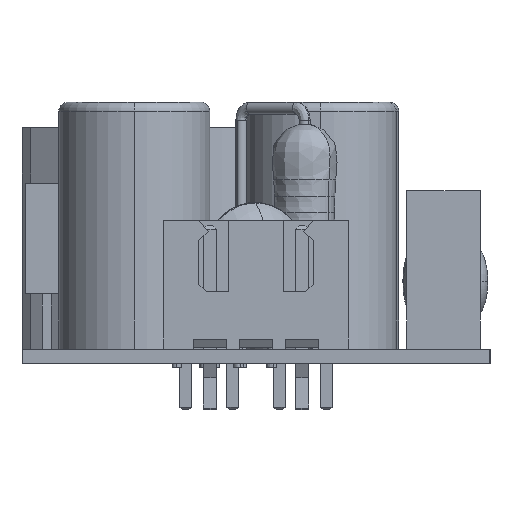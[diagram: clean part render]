
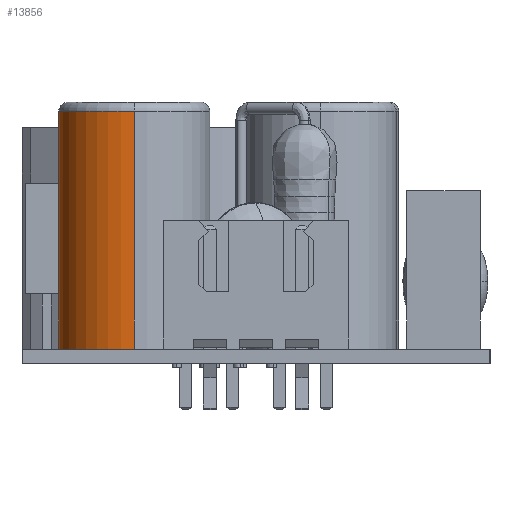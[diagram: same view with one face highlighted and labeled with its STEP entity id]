
A CAD part, left-side view. The second image highlights one B-rep face of the part: STEP entity #13856.
In plain terms, the highlighted cylindrical face has radius 4.1 mm (diameter 8.2 mm), a partial arc.
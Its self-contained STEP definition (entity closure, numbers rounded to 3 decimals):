
#10281 = DIRECTION ( 'NONE',  ( -1., 0., 0. ) ) ;
#10282 = DIRECTION ( 'NONE',  ( 0., 0., -1. ) ) ;
#10283 = CARTESIAN_POINT ( 'NONE',  ( 55.052, 95.402, 13.4 ) ) ;
#10284 = AXIS2_PLACEMENT_3D ( 'NONE', #10283, #10282, #10281 ) ;
#10285 = CYLINDRICAL_SURFACE ( 'NONE', #10284, 4.1 ) ;
#10287 = FACE_OUTER_BOUND ( 'NONE', #13854, .T. ) ;
#10323 = DIRECTION ( 'NONE',  ( 0., 0., -1. ) ) ;
#10324 = VECTOR ( 'NONE', #10323, 1000. ) ;
#10325 = CARTESIAN_POINT ( 'NONE',  ( 50.952, 95.402, 13.4 ) ) ;
#10326 = LINE ( 'NONE', #10325, #10324 ) ;
#10328 = CARTESIAN_POINT ( 'NONE',  ( 50.952, 95.402, 0. ) ) ;
#10329 = DIRECTION ( 'NONE',  ( 1., 0., 0. ) ) ;
#10330 = DIRECTION ( 'NONE',  ( 0., 0., 1. ) ) ;
#10331 = CARTESIAN_POINT ( 'NONE',  ( 55.052, 95.402, 0. ) ) ;
#10332 = AXIS2_PLACEMENT_3D ( 'NONE', #10331, #10330, #10329 ) ;
#10333 = CIRCLE ( 'NONE', #10332, 4.1 ) ;
#10334 = CARTESIAN_POINT ( 'NONE',  ( 59.152, 95.402, 0. ) ) ;
#10335 = DIRECTION ( 'NONE',  ( 0., 0., -1. ) ) ;
#10336 = VECTOR ( 'NONE', #10335, 1000. ) ;
#10337 = CARTESIAN_POINT ( 'NONE',  ( 59.152, 95.402, 13.4 ) ) ;
#10338 = LINE ( 'NONE', #10337, #10336 ) ;
#10341 = DIRECTION ( 'NONE',  ( 1., 0., 0. ) ) ;
#10342 = DIRECTION ( 'NONE',  ( 0., 0., -1. ) ) ;
#10343 = CARTESIAN_POINT ( 'NONE',  ( 55.052, 95.402, 12.9 ) ) ;
#10344 = AXIS2_PLACEMENT_3D ( 'NONE', #10343, #10342, #10341 ) ;
#10345 = CIRCLE ( 'NONE', #10344, 4.1 ) ;
#10346 = CARTESIAN_POINT ( 'NONE',  ( 50.952, 95.402, 12.9 ) ) ;
#10401 = CARTESIAN_POINT ( 'NONE',  ( 59.152, 95.402, 12.9 ) ) ;
#13854 = EDGE_LOOP ( 'NONE', ( #13858, #13859, #13862, #13865 ) ) ;
#13856 = ADVANCED_FACE ( 'NONE', ( #10287 ), #10285, .T. ) ;
#13858 = ORIENTED_EDGE ( 'NONE', *, *, #13876, .T. ) ;
#13859 = ORIENTED_EDGE ( 'NONE', *, *, #13860, .T. ) ;
#13860 = EDGE_CURVE ( 'NONE', #13878, #13861, #10338, .T. ) ;
#13861 = VERTEX_POINT ( 'NONE', #10334 ) ;
#13862 = ORIENTED_EDGE ( 'NONE', *, *, #13863, .T. ) ;
#13863 = EDGE_CURVE ( 'NONE', #13861, #13864, #10333, .T. ) ;
#13864 = VERTEX_POINT ( 'NONE', #10328 ) ;
#13865 = ORIENTED_EDGE ( 'NONE', *, *, #13866, .F. ) ;
#13866 = EDGE_CURVE ( 'NONE', #13877, #13864, #10326, .T. ) ;
#13876 = EDGE_CURVE ( 'NONE', #13877, #13878, #10345, .T. ) ;
#13877 = VERTEX_POINT ( 'NONE', #10346 ) ;
#13878 = VERTEX_POINT ( 'NONE', #10401 ) ;
